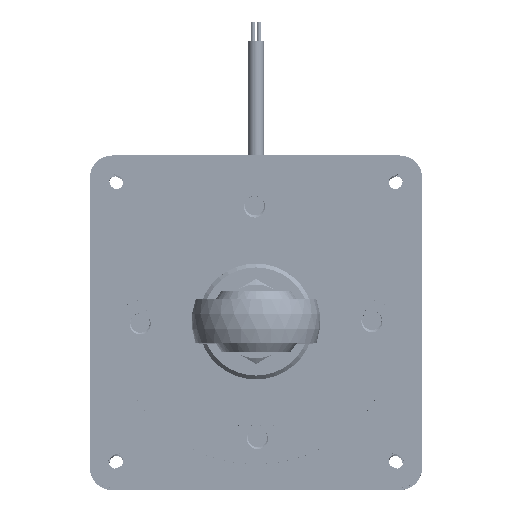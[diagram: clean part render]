
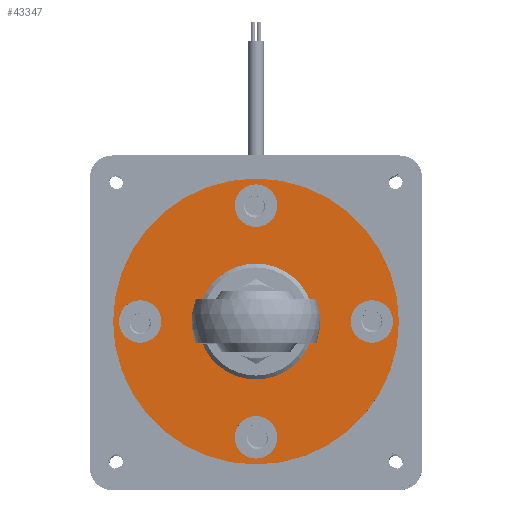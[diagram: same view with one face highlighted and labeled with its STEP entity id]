
A CAD part, top view. The second image highlights one B-rep face of the part: STEP entity #43347.
In plain terms, the highlighted face is planar.
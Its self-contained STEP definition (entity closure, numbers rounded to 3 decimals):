
#3827=FACE_BOUND('',#7209,.T.);
#3828=FACE_BOUND('',#7210,.T.);
#3829=FACE_BOUND('',#7211,.T.);
#3830=FACE_BOUND('',#7212,.T.);
#3831=FACE_BOUND('',#7213,.T.);
#4097=PLANE('',#46203);
#4723=FACE_OUTER_BOUND('',#7208,.T.);
#7208=EDGE_LOOP('',(#29282));
#7209=EDGE_LOOP('',(#29283));
#7210=EDGE_LOOP('',(#29284));
#7211=EDGE_LOOP('',(#29285));
#7212=EDGE_LOOP('',(#29286));
#7213=EDGE_LOOP('',(#29287));
#14463=CIRCLE('',#46204,37.);
#14464=CIRCLE('',#46205,15.);
#14465=CIRCLE('',#46206,5.5);
#14466=CIRCLE('',#46207,5.5);
#14467=CIRCLE('',#46208,5.5);
#14468=CIRCLE('',#46209,5.5);
#16421=VERTEX_POINT('',#69141);
#16422=VERTEX_POINT('',#69143);
#16423=VERTEX_POINT('',#69145);
#16424=VERTEX_POINT('',#69147);
#16425=VERTEX_POINT('',#69149);
#16426=VERTEX_POINT('',#69151);
#21339=EDGE_CURVE('',#16421,#16421,#14463,.T.);
#21340=EDGE_CURVE('',#16422,#16422,#14464,.T.);
#21341=EDGE_CURVE('',#16423,#16423,#14465,.F.);
#21342=EDGE_CURVE('',#16424,#16424,#14466,.T.);
#21343=EDGE_CURVE('',#16425,#16425,#14467,.T.);
#21344=EDGE_CURVE('',#16426,#16426,#14468,.T.);
#29282=ORIENTED_EDGE('',*,*,#21339,.F.);
#29283=ORIENTED_EDGE('',*,*,#21340,.T.);
#29284=ORIENTED_EDGE('',*,*,#21341,.T.);
#29285=ORIENTED_EDGE('',*,*,#21342,.T.);
#29286=ORIENTED_EDGE('',*,*,#21343,.T.);
#29287=ORIENTED_EDGE('',*,*,#21344,.T.);
#43347=ADVANCED_FACE('',(#4723,#3827,#3828,#3829,#3830,#3831),#4097,.T.);
#46203=AXIS2_PLACEMENT_3D('',#69140,#51098,#51099);
#46204=AXIS2_PLACEMENT_3D('',#69142,#51100,#51101);
#46205=AXIS2_PLACEMENT_3D('',#69144,#51102,#51103);
#46206=AXIS2_PLACEMENT_3D('',#69146,#51104,#51105);
#46207=AXIS2_PLACEMENT_3D('',#69148,#51106,#51107);
#46208=AXIS2_PLACEMENT_3D('',#69150,#51108,#51109);
#46209=AXIS2_PLACEMENT_3D('',#69152,#51110,#51111);
#51098=DIRECTION('center_axis',(-1.,0.,0.));
#51099=DIRECTION('ref_axis',(0.,0.,1.));
#51100=DIRECTION('center_axis',(1.,0.,0.));
#51101=DIRECTION('ref_axis',(0.,0.,-1.));
#51102=DIRECTION('center_axis',(1.,0.,0.));
#51103=DIRECTION('ref_axis',(0.,0.,-1.));
#51104=DIRECTION('center_axis',(-1.,0.,0.));
#51105=DIRECTION('ref_axis',(0.,0.,1.));
#51106=DIRECTION('center_axis',(1.,0.,0.));
#51107=DIRECTION('ref_axis',(0.,0.,-1.));
#51108=DIRECTION('center_axis',(1.,0.,0.));
#51109=DIRECTION('ref_axis',(0.,0.,-1.));
#51110=DIRECTION('center_axis',(1.,0.,0.));
#51111=DIRECTION('ref_axis',(0.,0.,-1.));
#69140=CARTESIAN_POINT('Origin',(0.,37.,0.));
#69141=CARTESIAN_POINT('',(0.,0.,37.));
#69142=CARTESIAN_POINT('Origin',(0.,0.,0.));
#69143=CARTESIAN_POINT('',(0.,0.,15.));
#69144=CARTESIAN_POINT('Origin',(0.,0.,0.));
#69145=CARTESIAN_POINT('',(0.,30.,5.5));
#69146=CARTESIAN_POINT('Origin',(0.,30.,0.));
#69147=CARTESIAN_POINT('',(0.,0.,35.5));
#69148=CARTESIAN_POINT('Origin',(0.,0.,30.));
#69149=CARTESIAN_POINT('',(0.,0.,-24.5));
#69150=CARTESIAN_POINT('Origin',(0.,0.,-30.));
#69151=CARTESIAN_POINT('',(0.,-30.,5.5));
#69152=CARTESIAN_POINT('Origin',(0.,-30.,0.));
